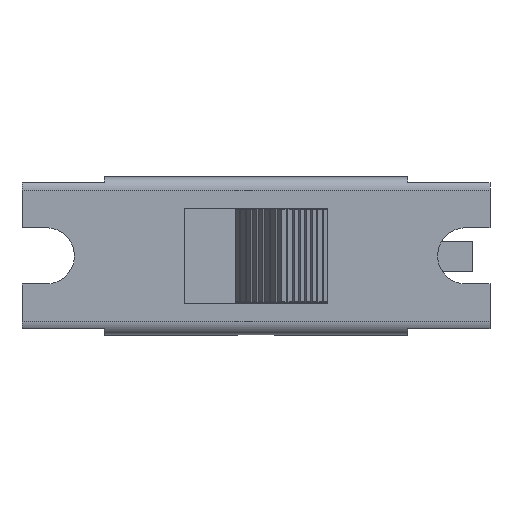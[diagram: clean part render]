
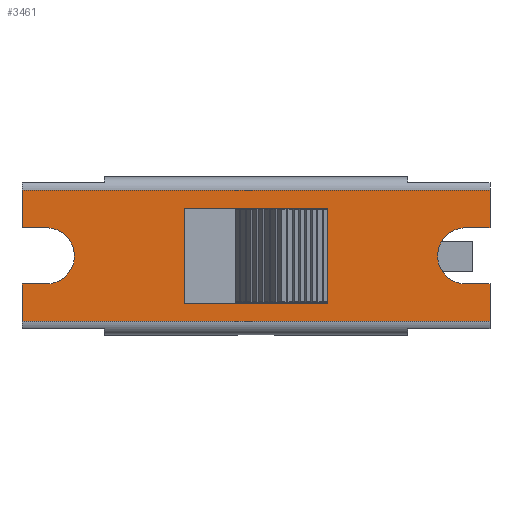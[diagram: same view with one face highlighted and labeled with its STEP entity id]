
A CAD part, top view. The second image highlights one B-rep face of the part: STEP entity #3461.
In plain terms, the highlighted planar face has unit normal (0, 0, 1).
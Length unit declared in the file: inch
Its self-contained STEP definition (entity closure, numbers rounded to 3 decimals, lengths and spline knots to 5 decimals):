
#2502=CARTESIAN_POINT('',(0.11811,-0.07598,0.25));
#2503=VERTEX_POINT('',#2502);
#2518=CARTESIAN_POINT('',(0.11811,-0.07874,0.25));
#2519=VERTEX_POINT('',#2518);
#2526=CARTESIAN_POINT('',(0.11811,-0.07598,0.25));
#2527=DIRECTION('',(0.0,-1.0,0.0));
#2528=VECTOR('',#2527,0.00276);
#2529=LINE('',#2526,#2528);
#2530=EDGE_CURVE('',#2503,#2519,#2529,.T.);
#2542=CARTESIAN_POINT('',(0.11811,0.07598,0.25));
#2543=VERTEX_POINT('',#2542);
#2550=CARTESIAN_POINT('',(0.11811,0.07874,0.25));
#2551=VERTEX_POINT('',#2550);
#2552=CARTESIAN_POINT('',(0.11811,0.07874,0.25));
#2553=DIRECTION('',(0.0,-1.0,0.0));
#2554=VECTOR('',#2553,0.00276);
#2555=LINE('',#2552,#2554);
#2556=EDGE_CURVE('',#2551,#2543,#2555,.T.);
#3046=CARTESIAN_POINT('',(-0.38504,0.10787,0.25));
#3047=VERTEX_POINT('',#3046);
#3055=CARTESIAN_POINT('',(0.38504,0.10787,0.25));
#3056=VERTEX_POINT('',#3055);
#3057=CARTESIAN_POINT('',(-0.38504,0.10787,0.25));
#3058=DIRECTION('',(1.0,0.0,0.0));
#3059=VECTOR('',#3058,0.77008);
#3060=LINE('',#3057,#3059);
#3061=EDGE_CURVE('',#3047,#3056,#3060,.T.);
#3267=CARTESIAN_POINT('',(0.38504,-0.10787,0.25));
#3268=VERTEX_POINT('',#3267);
#3276=CARTESIAN_POINT('',(-0.38504,-0.10787,0.25));
#3277=VERTEX_POINT('',#3276);
#3278=CARTESIAN_POINT('',(0.38504,-0.10787,0.25));
#3279=DIRECTION('',(-1.0,0.0,0.0));
#3280=VECTOR('',#3279,0.77008);
#3281=LINE('',#3278,#3280);
#3282=EDGE_CURVE('',#3268,#3277,#3281,.T.);
#3330=CARTESIAN_POINT('',(-0.38504,-0.04626,0.25));
#3331=VERTEX_POINT('',#3330);
#3332=CARTESIAN_POINT('',(-0.38504,-0.10787,0.25));
#3333=DIRECTION('',(0.0,1.0,0.0));
#3334=VECTOR('',#3333,0.06161);
#3335=LINE('',#3332,#3334);
#3336=EDGE_CURVE('',#3277,#3331,#3335,.T.);
#3349=CARTESIAN_POINT('',(-0.42354,-0.11866,0.25));
#3350=DIRECTION('',(0.0,0.0,1.0));
#3351=DIRECTION('',(1.0,0.0,0.0));
#3352=AXIS2_PLACEMENT_3D('',#3349,#3350,#3351);
#3353=PLANE('',#3352);
#3354=ORIENTED_EDGE('',*,*,#3061,.F.);
#3355=CARTESIAN_POINT('',(-0.38504,0.04626,0.25));
#3356=VERTEX_POINT('',#3355);
#3357=CARTESIAN_POINT('',(-0.38504,0.04626,0.25));
#3358=DIRECTION('',(0.0,1.0,0.0));
#3359=VECTOR('',#3358,0.06161);
#3360=LINE('',#3357,#3359);
#3361=EDGE_CURVE('',#3356,#3047,#3360,.T.);
#3362=ORIENTED_EDGE('',*,*,#3361,.F.);
#3363=CARTESIAN_POINT('',(-0.34508,0.04626,0.25));
#3364=VERTEX_POINT('',#3363);
#3365=CARTESIAN_POINT('',(-0.34508,0.04626,0.25));
#3366=DIRECTION('',(-1.0,0.0,0.0));
#3367=VECTOR('',#3366,0.03996);
#3368=LINE('',#3365,#3367);
#3369=EDGE_CURVE('',#3364,#3356,#3368,.T.);
#3370=ORIENTED_EDGE('',*,*,#3369,.F.);
#3371=CARTESIAN_POINT('',(-0.34508,-0.04626,0.25));
#3372=VERTEX_POINT('',#3371);
#3373=CARTESIAN_POINT('',(-0.34508,0.,0.25));
#3374=DIRECTION('',(0.0,0.0,1.0));
#3375=DIRECTION('',(0.0,-1.0,0.0));
#3376=AXIS2_PLACEMENT_3D('',#3373,#3374,#3375);
#3377=CIRCLE('',#3376,0.04626);
#3378=EDGE_CURVE('',#3372,#3364,#3377,.T.);
#3379=ORIENTED_EDGE('',*,*,#3378,.F.);
#3380=CARTESIAN_POINT('',(-0.38504,-0.04626,0.25));
#3381=DIRECTION('',(1.0,0.0,0.0));
#3382=VECTOR('',#3381,0.03996);
#3383=LINE('',#3380,#3382);
#3384=EDGE_CURVE('',#3331,#3372,#3383,.T.);
#3385=ORIENTED_EDGE('',*,*,#3384,.F.);
#3386=ORIENTED_EDGE('',*,*,#3336,.F.);
#3387=ORIENTED_EDGE('',*,*,#3282,.F.);
#3388=CARTESIAN_POINT('',(0.38504,-0.04626,0.25));
#3389=VERTEX_POINT('',#3388);
#3390=CARTESIAN_POINT('',(0.38504,-0.04626,0.25));
#3391=DIRECTION('',(0.0,-1.0,0.0));
#3392=VECTOR('',#3391,0.06161);
#3393=LINE('',#3390,#3392);
#3394=EDGE_CURVE('',#3389,#3268,#3393,.T.);
#3395=ORIENTED_EDGE('',*,*,#3394,.F.);
#3396=CARTESIAN_POINT('',(0.34508,-0.04626,0.25));
#3397=VERTEX_POINT('',#3396);
#3398=CARTESIAN_POINT('',(0.34508,-0.04626,0.25));
#3399=DIRECTION('',(1.0,0.0,0.0));
#3400=VECTOR('',#3399,0.03996);
#3401=LINE('',#3398,#3400);
#3402=EDGE_CURVE('',#3397,#3389,#3401,.T.);
#3403=ORIENTED_EDGE('',*,*,#3402,.F.);
#3404=CARTESIAN_POINT('',(0.34508,0.04626,0.25));
#3405=VERTEX_POINT('',#3404);
#3406=CARTESIAN_POINT('',(0.34508,0.,0.25));
#3407=DIRECTION('',(0.0,0.0,1.0));
#3408=DIRECTION('',(0.0,1.0,0.0));
#3409=AXIS2_PLACEMENT_3D('',#3406,#3407,#3408);
#3410=CIRCLE('',#3409,0.04626);
#3411=EDGE_CURVE('',#3405,#3397,#3410,.T.);
#3412=ORIENTED_EDGE('',*,*,#3411,.F.);
#3413=CARTESIAN_POINT('',(0.38504,0.04626,0.25));
#3414=VERTEX_POINT('',#3413);
#3415=CARTESIAN_POINT('',(0.38504,0.04626,0.25));
#3416=DIRECTION('',(-1.0,0.0,0.0));
#3417=VECTOR('',#3416,0.03996);
#3418=LINE('',#3415,#3417);
#3419=EDGE_CURVE('',#3414,#3405,#3418,.T.);
#3420=ORIENTED_EDGE('',*,*,#3419,.F.);
#3421=CARTESIAN_POINT('',(0.38504,0.10787,0.25));
#3422=DIRECTION('',(0.0,-1.0,0.0));
#3423=VECTOR('',#3422,0.06161);
#3424=LINE('',#3421,#3423);
#3425=EDGE_CURVE('',#3056,#3414,#3424,.T.);
#3426=ORIENTED_EDGE('',*,*,#3425,.F.);
#3427=EDGE_LOOP('',(#3354,#3362,#3370,#3379,#3385,#3386,#3387,#3395,#3403,#3412,#3420,#3426));
#3428=FACE_OUTER_BOUND('',#3427,.T.);
#3429=ORIENTED_EDGE('',*,*,#2556,.T.);
#3430=CARTESIAN_POINT('',(0.11811,-0.07598,0.25));
#3431=DIRECTION('',(0.0,1.0,0.0));
#3432=VECTOR('',#3431,0.15197);
#3433=LINE('',#3430,#3432);
#3434=EDGE_CURVE('',#2503,#2543,#3433,.T.);
#3435=ORIENTED_EDGE('',*,*,#3434,.F.);
#3436=ORIENTED_EDGE('',*,*,#2530,.T.);
#3437=CARTESIAN_POINT('',(-0.11811,-0.07874,0.25));
#3438=VERTEX_POINT('',#3437);
#3439=CARTESIAN_POINT('',(0.11811,-0.07874,0.25));
#3440=DIRECTION('',(-1.0,0.0,0.0));
#3441=VECTOR('',#3440,0.23622);
#3442=LINE('',#3439,#3441);
#3443=EDGE_CURVE('',#2519,#3438,#3442,.T.);
#3444=ORIENTED_EDGE('',*,*,#3443,.T.);
#3445=CARTESIAN_POINT('',(-0.11811,0.07874,0.25));
#3446=VERTEX_POINT('',#3445);
#3447=CARTESIAN_POINT('',(-0.11811,-0.07874,0.25));
#3448=DIRECTION('',(0.0,1.0,0.0));
#3449=VECTOR('',#3448,0.15748);
#3450=LINE('',#3447,#3449);
#3451=EDGE_CURVE('',#3438,#3446,#3450,.T.);
#3452=ORIENTED_EDGE('',*,*,#3451,.T.);
#3453=CARTESIAN_POINT('',(-0.11811,0.07874,0.25));
#3454=DIRECTION('',(1.0,0.0,0.0));
#3455=VECTOR('',#3454,0.23622);
#3456=LINE('',#3453,#3455);
#3457=EDGE_CURVE('',#3446,#2551,#3456,.T.);
#3458=ORIENTED_EDGE('',*,*,#3457,.T.);
#3459=EDGE_LOOP('',(#3429,#3435,#3436,#3444,#3452,#3458));
#3460=FACE_BOUND('',#3459,.T.);
#3461=ADVANCED_FACE('',(#3428,#3460),#3353,.T.);
